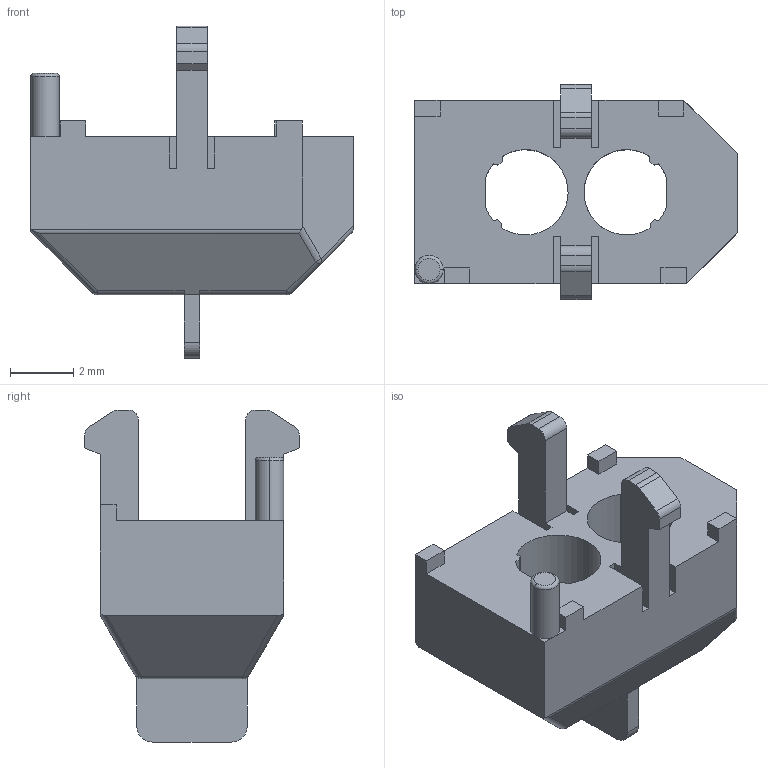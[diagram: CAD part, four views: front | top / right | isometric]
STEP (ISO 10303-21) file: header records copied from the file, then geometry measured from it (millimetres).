
FILE_DESCRIPTION (( 'STEP AP214' ), '1' );
FILE_NAME ('F6F9E12A-82DE-4F76-B8E2-1887A049496A.STEP', '2024-02-12T13:57:46', ( '' ), ( '' ), 'SwSTEP 2.0', 'SolidWorks 2022', '' );
FILE_SCHEMA (( 'AUTOMOTIVE_DESIGN' ));
Length unit declared in the file: millimetre
Products named in the file (1): F6F9E12A-82DE-4F76-B8E2-1887A049496A
Bounding box: 10.2 x 6.8 x 10.5 mm (x, y, z)
Volume: 201.9 mm3; surface area: 379.5 mm2
Topology: 1 solids, 1 shells, 213 faces, 575 edges, 374 vertices
Faces by surface type: plane 122, bspline 49, cylinder 34, sphere 6, torus 2
Entity records: 11698 total; most frequent: CARTESIAN_POINT 4734, ORIENTED_EDGE 1150, DIRECTION 855, EDGE_CURVE 575, VECTOR 401, LINE 401, VERTEX_POINT 374, EDGE_LOOP 227
